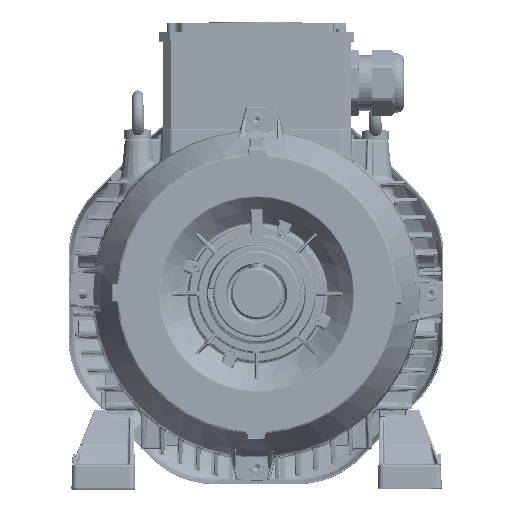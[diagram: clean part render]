
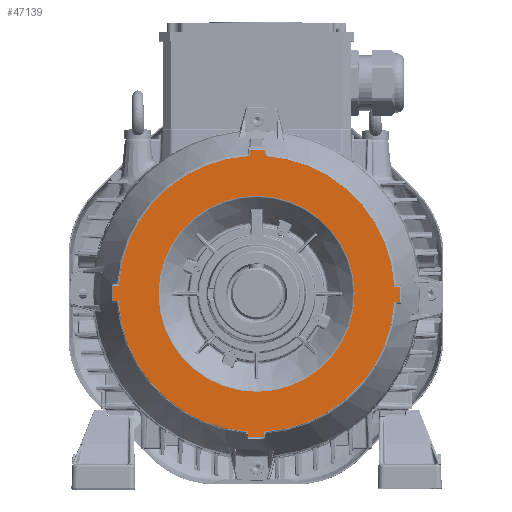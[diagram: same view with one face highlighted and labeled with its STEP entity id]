
A CAD part, top view. The second image highlights one B-rep face of the part: STEP entity #47139.
In plain terms, the highlighted planar face has unit normal (0, 0, 1).
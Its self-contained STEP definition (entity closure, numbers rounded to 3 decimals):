
#4907=PLANE('',#169681);
#12517=LINE('',#259223,#24079);
#12519=LINE('',#259244,#24081);
#12520=LINE('',#259247,#24082);
#12521=LINE('',#259251,#24083);
#12522=LINE('',#259253,#24084);
#12523=LINE('',#259255,#24085);
#12524=LINE('',#259259,#24086);
#12525=LINE('',#259261,#24087);
#12526=LINE('',#259263,#24088);
#12527=LINE('',#259267,#24089);
#12528=LINE('',#259269,#24090);
#12529=LINE('',#259272,#24091);
#24079=VECTOR('',#197934,1.);
#24081=VECTOR('',#197940,1.);
#24082=VECTOR('',#197941,1.);
#24083=VECTOR('',#197944,1.);
#24084=VECTOR('',#197945,1.);
#24085=VECTOR('',#197946,1.);
#24086=VECTOR('',#197949,1.);
#24087=VECTOR('',#197950,1.);
#24088=VECTOR('',#197951,1.);
#24089=VECTOR('',#197954,1.);
#24090=VECTOR('',#197955,1.);
#24091=VECTOR('',#197958,1.);
#33660=CIRCLE('',#169676,127.845);
#33661=CIRCLE('',#169677,127.845);
#33662=CIRCLE('',#169678,127.845);
#33663=CIRCLE('',#169679,127.845);
#33664=CIRCLE('',#169680,90.828);
#47139=ADVANCED_FACE('31-0-385',(#56091,#56092),#4907,.T.);
#56091=FACE_BOUND('',#59790,.T.);
#56092=FACE_BOUND('',#59791,.T.);
#59790=EDGE_LOOP('',(#82934,#82935,#82936,#82937,#82938,#82939,#82940,#82941,
#82942,#82943,#82944,#82945,#82946,#82947,#82948,#82949));
#59791=EDGE_LOOP('',(#82950));
#82934=ORIENTED_EDGE('',*,*,#139394,.T.);
#82935=ORIENTED_EDGE('',*,*,#139395,.T.);
#82936=ORIENTED_EDGE('',*,*,#139396,.T.);
#82937=ORIENTED_EDGE('',*,*,#139397,.T.);
#82938=ORIENTED_EDGE('',*,*,#139398,.T.);
#82939=ORIENTED_EDGE('',*,*,#139399,.T.);
#82940=ORIENTED_EDGE('',*,*,#139400,.T.);
#82941=ORIENTED_EDGE('',*,*,#139401,.T.);
#82942=ORIENTED_EDGE('',*,*,#139402,.T.);
#82943=ORIENTED_EDGE('',*,*,#139403,.T.);
#82944=ORIENTED_EDGE('',*,*,#139404,.T.);
#82945=ORIENTED_EDGE('',*,*,#139405,.T.);
#82946=ORIENTED_EDGE('',*,*,#139406,.T.);
#82947=ORIENTED_EDGE('',*,*,#139389,.T.);
#82948=ORIENTED_EDGE('',*,*,#139407,.T.);
#82949=ORIENTED_EDGE('',*,*,#139408,.T.);
#82950=ORIENTED_EDGE('',*,*,#139409,.T.);
#117098=VERTEX_POINT('',#259222);
#117099=VERTEX_POINT('',#259224);
#117102=VERTEX_POINT('',#259245);
#117103=VERTEX_POINT('',#259246);
#117104=VERTEX_POINT('',#259248);
#117105=VERTEX_POINT('',#259250);
#117106=VERTEX_POINT('',#259252);
#117107=VERTEX_POINT('',#259254);
#117108=VERTEX_POINT('',#259256);
#117109=VERTEX_POINT('',#259258);
#117110=VERTEX_POINT('',#259260);
#117111=VERTEX_POINT('',#259262);
#117112=VERTEX_POINT('',#259264);
#117113=VERTEX_POINT('',#259266);
#117114=VERTEX_POINT('',#259268);
#117115=VERTEX_POINT('',#259271);
#117116=VERTEX_POINT('',#259274);
#139389=EDGE_CURVE('',#117099,#117098,#12517,.T.);
#139394=EDGE_CURVE('',#117102,#117103,#12519,.T.);
#139395=EDGE_CURVE('',#117103,#117104,#12520,.T.);
#139396=EDGE_CURVE('',#117104,#117105,#33660,.T.);
#139397=EDGE_CURVE('',#117105,#117106,#12521,.T.);
#139398=EDGE_CURVE('',#117106,#117107,#12522,.T.);
#139399=EDGE_CURVE('',#117107,#117108,#12523,.T.);
#139400=EDGE_CURVE('',#117108,#117109,#33661,.T.);
#139401=EDGE_CURVE('',#117109,#117110,#12524,.T.);
#139402=EDGE_CURVE('',#117110,#117111,#12525,.T.);
#139403=EDGE_CURVE('',#117111,#117112,#12526,.T.);
#139404=EDGE_CURVE('',#117112,#117113,#33662,.T.);
#139405=EDGE_CURVE('',#117113,#117114,#12527,.T.);
#139406=EDGE_CURVE('',#117114,#117099,#12528,.T.);
#139407=EDGE_CURVE('',#117098,#117115,#33663,.T.);
#139408=EDGE_CURVE('',#117115,#117102,#12529,.T.);
#139409=EDGE_CURVE('',#117116,#117116,#33664,.T.);
#169676=AXIS2_PLACEMENT_3D('',#259249,#197942,#197943);
#169677=AXIS2_PLACEMENT_3D('',#259257,#197947,#197948);
#169678=AXIS2_PLACEMENT_3D('',#259265,#197952,#197953);
#169679=AXIS2_PLACEMENT_3D('',#259270,#197956,#197957);
#169680=AXIS2_PLACEMENT_3D('',#259273,#197959,#197960);
#169681=AXIS2_PLACEMENT_3D('',#259275,#197961,#197962);
#197934=DIRECTION('',(-1.,0.004,0.));
#197940=DIRECTION('',(-1.,0.004,0.));
#197941=DIRECTION('',(-0.004,-1.,0.));
#197942=DIRECTION('',(0.,0.,1.));
#197943=DIRECTION('',(-0.051,0.999,0.));
#197944=DIRECTION('',(-1.,0.004,0.));
#197945=DIRECTION('',(-0.004,-1.,0.));
#197946=DIRECTION('',(1.,-0.004,0.));
#197947=DIRECTION('',(0.,0.,1.));
#197948=DIRECTION('',(-0.999,-0.051,0.));
#197949=DIRECTION('',(-0.004,-1.,0.));
#197950=DIRECTION('',(1.,-0.004,0.));
#197951=DIRECTION('',(0.004,1.,0.));
#197952=DIRECTION('',(0.,0.,1.));
#197953=DIRECTION('',(0.051,-0.999,0.));
#197954=DIRECTION('',(1.,-0.004,0.));
#197955=DIRECTION('',(0.004,1.,0.));
#197956=DIRECTION('',(0.,0.,1.));
#197957=DIRECTION('',(0.999,0.051,0.));
#197958=DIRECTION('',(0.004,1.,0.));
#197959=DIRECTION('',(0.,0.,-1.));
#197960=DIRECTION('',(1.,0.,0.));
#197961=DIRECTION('',(0.,0.,1.));
#197962=DIRECTION('',(0.,-1.,0.));
#259222=CARTESIAN_POINT('',(127.681,6.481,-6.));
#259223=CARTESIAN_POINT('',(133.03,6.457,-6.));
#259224=CARTESIAN_POINT('',(133.03,6.457,-6.));
#259244=CARTESIAN_POINT('',(7.645,132.967,-6.));
#259245=CARTESIAN_POINT('',(7.645,132.967,-6.));
#259246=CARTESIAN_POINT('',(-6.457,133.03,-6.));
#259247=CARTESIAN_POINT('',(-6.457,133.03,-6.));
#259248=CARTESIAN_POINT('',(-6.481,127.681,-6.));
#259249=CARTESIAN_POINT('',(0.,0.,-6.));
#259250=CARTESIAN_POINT('',(-127.618,7.621,-6.));
#259251=CARTESIAN_POINT('',(-127.618,7.621,-6.));
#259252=CARTESIAN_POINT('',(-132.967,7.645,-6.));
#259253=CARTESIAN_POINT('',(-132.967,7.645,-6.));
#259254=CARTESIAN_POINT('',(-133.03,-6.457,-6.));
#259255=CARTESIAN_POINT('',(-133.03,-6.457,-6.));
#259256=CARTESIAN_POINT('',(-127.681,-6.481,-6.));
#259257=CARTESIAN_POINT('',(0.,0.,
-6.));
#259258=CARTESIAN_POINT('',(-7.621,-127.618,-6.));
#259259=CARTESIAN_POINT('',(-7.621,-127.618,-6.));
#259260=CARTESIAN_POINT('',(-7.645,-132.967,-6.));
#259261=CARTESIAN_POINT('',(-7.645,-132.967,-6.));
#259262=CARTESIAN_POINT('',(6.457,-133.03,-6.));
#259263=CARTESIAN_POINT('',(6.457,-133.03,-6.));
#259264=CARTESIAN_POINT('',(6.481,-127.681,-6.));
#259265=CARTESIAN_POINT('',(0.,0.,
-6.));
#259266=CARTESIAN_POINT('',(127.618,-7.621,-6.));
#259267=CARTESIAN_POINT('',(127.618,-7.621,-6.));
#259268=CARTESIAN_POINT('',(132.967,-7.645,-6.));
#259269=CARTESIAN_POINT('',(132.967,-7.645,-6.));
#259270=CARTESIAN_POINT('',(0.,0.,
-6.));
#259271=CARTESIAN_POINT('',(7.621,127.618,-6.));
#259272=CARTESIAN_POINT('',(7.621,127.618,-6.));
#259273=CARTESIAN_POINT('',(0.,0.,
-6.));
#259274=CARTESIAN_POINT('',(90.828,0.,-6.));
#259275=CARTESIAN_POINT('',(-140.83,140.83,-6.));
